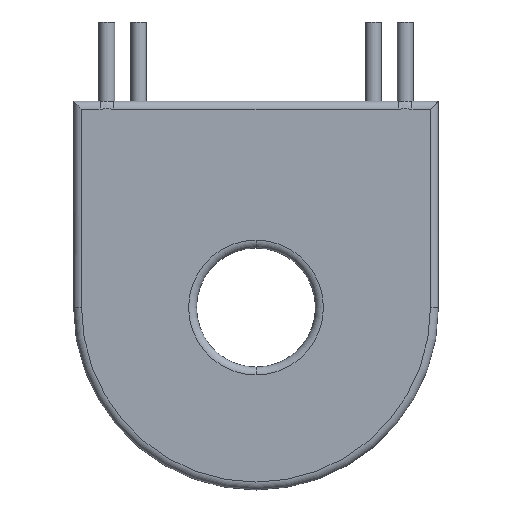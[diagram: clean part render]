
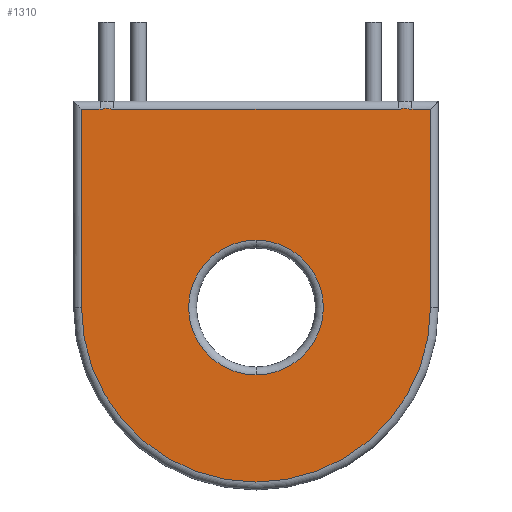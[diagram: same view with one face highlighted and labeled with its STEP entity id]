
A CAD part, front view. The second image highlights one B-rep face of the part: STEP entity #1310.
In plain terms, the highlighted planar face has unit normal (0, -1, 0).
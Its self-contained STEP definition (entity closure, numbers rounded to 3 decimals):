
#11 = EDGE_CURVE ( 'NONE', #278, #206, #546, .T. ) ;
#27 = AXIS2_PLACEMENT_3D ( 'NONE', #259, #725, #479 ) ;
#43 = VERTEX_POINT ( 'NONE', #878 ) ;
#54 = CIRCLE ( 'NONE', #1179, 4.25 ) ;
#60 = VERTEX_POINT ( 'NONE', #976 ) ;
#63 = CARTESIAN_POINT ( 'NONE',  ( -9.112, 0., -0.487 ) ) ;
#65 = VERTEX_POINT ( 'NONE', #1407 ) ;
#88 = ORIENTED_EDGE ( 'NONE', *, *, #1161, .T. ) ;
#96 = VECTOR ( 'NONE', #846, 1000. ) ;
#132 = EDGE_CURVE ( 'NONE', #60, #521, #349, .T. ) ;
#143 = VECTOR ( 'NONE', #430, 1000. ) ;
#163 = ORIENTED_EDGE ( 'NONE', *, *, #988, .T. ) ;
#164 = CARTESIAN_POINT ( 'NONE',  ( 0., 0., -0.5 ) ) ;
#180 = CARTESIAN_POINT ( 'NONE',  ( -9.833, 0., -0.5 ) ) ;
#191 = CARTESIAN_POINT ( 'NONE',  ( -8.967, 0., -0.5 ) ) ;
#199 = AXIS2_PLACEMENT_3D ( 'NONE', #312, #759, #1053 ) ;
#200 = CARTESIAN_POINT ( 'NONE',  ( -9.686, 0., -0.487 ) ) ;
#206 = VERTEX_POINT ( 'NONE', #955 ) ;
#207 = FACE_BOUND ( 'NONE', #1055, .T. ) ;
#214 = CARTESIAN_POINT ( 'NONE',  ( 9.547, 0., -0.454 ) ) ;
#222 = CARTESIAN_POINT ( 'NONE',  ( 11., 0., -13. ) ) ;
#228 = CARTESIAN_POINT ( 'NONE',  ( 11., 0., -13. ) ) ;
#231 = DIRECTION ( 'NONE',  ( 0., 0., 1. ) ) ;
#241 = CARTESIAN_POINT ( 'NONE',  ( -8.967, 0., -0.5 ) ) ;
#247 = VERTEX_POINT ( 'NONE', #581 ) ;
#259 = CARTESIAN_POINT ( 'NONE',  ( 0., 0., -13. ) ) ;
#278 = VERTEX_POINT ( 'NONE', #1248 ) ;
#303 = CARTESIAN_POINT ( 'NONE',  ( -9.543, 0., -0.453 ) ) ;
#305 = VERTEX_POINT ( 'NONE', #241 ) ;
#309 = VECTOR ( 'NONE', #231, 1000. ) ;
#312 = CARTESIAN_POINT ( 'NONE',  ( 0., 0., -13. ) ) ;
#340 = CARTESIAN_POINT ( 'NONE',  ( 9.33, 0., -0.432 ) ) ;
#349 = CIRCLE ( 'NONE', #1045, 4.25 ) ;
#380 = B_SPLINE_CURVE_WITH_KNOTS ( 'NONE', 3,
 ( #803, #883, #567, #214, #1201, #340, #671, #1208, #1307, #990 ),
 .UNSPECIFIED., .F., .F.,
 ( 4, 2, 2, 2, 4 ),
 ( 0., 0., 0., 0.001, 0.001 ),
 .UNSPECIFIED. ) ;
#413 = EDGE_CURVE ( 'NONE', #839, #278, #967, .T. ) ;
#430 = DIRECTION ( 'NONE',  ( 0., 0., -1. ) ) ;
#457 = ORIENTED_EDGE ( 'NONE', *, *, #813, .T. ) ;
#470 = DIRECTION ( 'NONE',  ( 0., 0., 1. ) ) ;
#479 = DIRECTION ( 'NONE',  ( 0., 0., 1. ) ) ;
#508 = CARTESIAN_POINT ( 'NONE',  ( -9.833, 0., -0.5 ) ) ;
#514 = CARTESIAN_POINT ( 'NONE',  ( -9.47, 0., -0.432 ) ) ;
#521 = VERTEX_POINT ( 'NONE', #843 ) ;
#531 = ORIENTED_EDGE ( 'NONE', *, *, #1011, .T. ) ;
#546 = LINE ( 'NONE', #1213, #143 ) ;
#567 = CARTESIAN_POINT ( 'NONE',  ( 9.688, 0., -0.487 ) ) ;
#581 = CARTESIAN_POINT ( 'NONE',  ( 8.967, 0., -0.5 ) ) ;
#584 = LINE ( 'NONE', #818, #1405 ) ;
#636 = ORIENTED_EDGE ( 'NONE', *, *, #132, .T. ) ;
#643 = DIRECTION ( 'NONE',  ( 0., 0., 1. ) ) ;
#671 = CARTESIAN_POINT ( 'NONE',  ( 9.257, 0., -0.453 ) ) ;
#699 = EDGE_LOOP ( 'NONE', ( #457, #531, #88, #1348, #1368, #1025, #1410, #163 ) ) ;
#720 = LINE ( 'NONE', #164, #96 ) ;
#725 = DIRECTION ( 'NONE',  ( 0., -1., 0. ) ) ;
#750 = CARTESIAN_POINT ( 'NONE',  ( -9.253, 0., -0.454 ) ) ;
#759 = DIRECTION ( 'NONE',  ( 0., 1., 0. ) ) ;
#803 = CARTESIAN_POINT ( 'NONE',  ( 9.833, 0., -0.5 ) ) ;
#813 = EDGE_CURVE ( 'NONE', #43, #65, #720, .T. ) ;
#818 = CARTESIAN_POINT ( 'NONE',  ( 0., 0., -0.5 ) ) ;
#839 = VERTEX_POINT ( 'NONE', #180 ) ;
#843 = CARTESIAN_POINT ( 'NONE',  ( 0., 0., -8.75 ) ) ;
#846 = DIRECTION ( 'NONE',  ( -1., 0., 0. ) ) ;
#867 = CARTESIAN_POINT ( 'NONE',  ( 0., 0., -0.5 ) ) ;
#878 = CARTESIAN_POINT ( 'NONE',  ( 11., 0., -0.5 ) ) ;
#883 = CARTESIAN_POINT ( 'NONE',  ( 9.76, 0., -0.5 ) ) ;
#908 = CIRCLE ( 'NONE', #27, 11. ) ;
#955 = CARTESIAN_POINT ( 'NONE',  ( -11., 0., -13. ) ) ;
#958 = DIRECTION ( 'NONE',  ( 0., 1., 0. ) ) ;
#967 = LINE ( 'NONE', #867, #1311 ) ;
#974 = CARTESIAN_POINT ( 'NONE',  ( -9.324, 0., -0.434 ) ) ;
#976 = CARTESIAN_POINT ( 'NONE',  ( 0., 0., -17.25 ) ) ;
#988 = EDGE_CURVE ( 'NONE', #1063, #43, #996, .T. ) ;
#990 = CARTESIAN_POINT ( 'NONE',  ( 8.967, 0., -0.5 ) ) ;
#996 = LINE ( 'NONE', #228, #309 ) ;
#1011 = EDGE_CURVE ( 'NONE', #65, #247, #380, .T. ) ;
#1025 = ORIENTED_EDGE ( 'NONE', *, *, #11, .T. ) ;
#1045 = AXIS2_PLACEMENT_3D ( 'NONE', #1137, #1130, #470 ) ;
#1053 = DIRECTION ( 'NONE',  ( 0., 0., 1. ) ) ;
#1055 = EDGE_LOOP ( 'NONE', ( #1252, #636 ) ) ;
#1063 = VERTEX_POINT ( 'NONE', #222 ) ;
#1073 = CARTESIAN_POINT ( 'NONE',  ( -9.759, 0., -0.5 ) ) ;
#1123 = DIRECTION ( 'NONE',  ( -1., 0., 0. ) ) ;
#1130 = DIRECTION ( 'NONE',  ( 0., 1., 0. ) ) ;
#1137 = CARTESIAN_POINT ( 'NONE',  ( 0., 0., -13. ) ) ;
#1155 = CARTESIAN_POINT ( 'NONE',  ( 0., 0., -13. ) ) ;
#1159 = EDGE_CURVE ( 'NONE', #206, #1063, #908, .T. ) ;
#1161 = EDGE_CURVE ( 'NONE', #247, #305, #584, .T. ) ;
#1179 = AXIS2_PLACEMENT_3D ( 'NONE', #1155, #958, #643 ) ;
#1201 = CARTESIAN_POINT ( 'NONE',  ( 9.476, 0., -0.434 ) ) ;
#1208 = CARTESIAN_POINT ( 'NONE',  ( 9.114, 0., -0.487 ) ) ;
#1213 = CARTESIAN_POINT ( 'NONE',  ( -11., 0., -13. ) ) ;
#1248 = CARTESIAN_POINT ( 'NONE',  ( -11., 0., -0.5 ) ) ;
#1252 = ORIENTED_EDGE ( 'NONE', *, *, #1318, .T. ) ;
#1269 = B_SPLINE_CURVE_WITH_KNOTS ( 'NONE', 3,
 ( #191, #1406, #63, #750, #974, #514, #303, #200, #1073, #508 ),
 .UNSPECIFIED., .F., .F.,
 ( 4, 2, 2, 2, 4 ),
 ( 0., 0., 0., 0.001, 0.001 ),
 .UNSPECIFIED. ) ;
#1285 = DIRECTION ( 'NONE',  ( -1., 0., 0. ) ) ;
#1293 = FACE_OUTER_BOUND ( 'NONE', #699, .T. ) ;
#1301 = EDGE_CURVE ( 'NONE', #305, #839, #1269, .T. ) ;
#1307 = CARTESIAN_POINT ( 'NONE',  ( 9.041, 0., -0.5 ) ) ;
#1310 = ADVANCED_FACE ( 'NONE', ( #207, #1293 ), #1396, .F. ) ;
#1311 = VECTOR ( 'NONE', #1285, 1000. ) ;
#1318 = EDGE_CURVE ( 'NONE', #521, #60, #54, .T. ) ;
#1348 = ORIENTED_EDGE ( 'NONE', *, *, #1301, .T. ) ;
#1368 = ORIENTED_EDGE ( 'NONE', *, *, #413, .T. ) ;
#1396 = PLANE ( 'NONE',  #199 ) ;
#1405 = VECTOR ( 'NONE', #1123, 1000. ) ;
#1406 = CARTESIAN_POINT ( 'NONE',  ( -9.04, 0., -0.5 ) ) ;
#1407 = CARTESIAN_POINT ( 'NONE',  ( 9.833, 0., -0.5 ) ) ;
#1410 = ORIENTED_EDGE ( 'NONE', *, *, #1159, .T. ) ;
